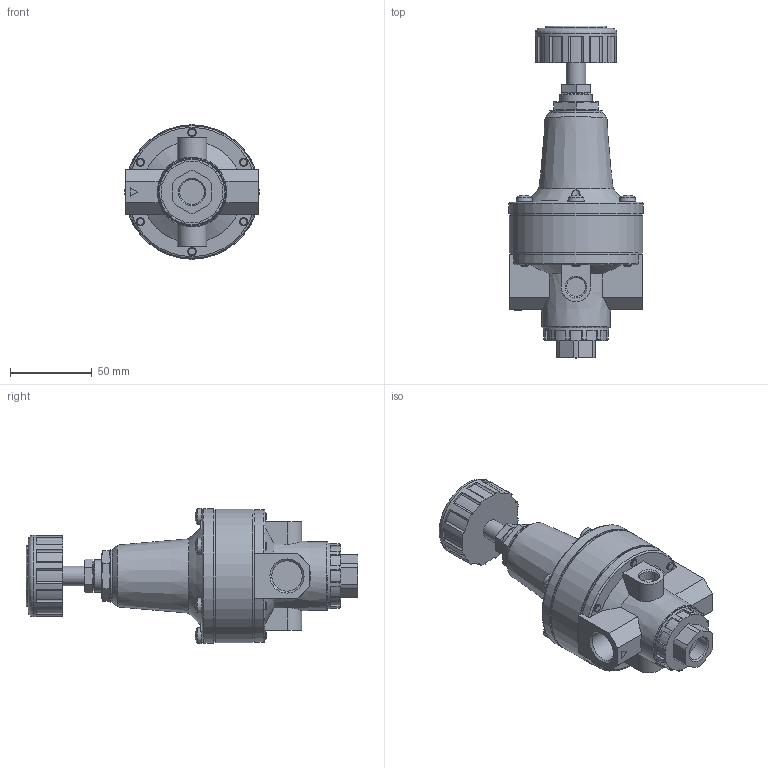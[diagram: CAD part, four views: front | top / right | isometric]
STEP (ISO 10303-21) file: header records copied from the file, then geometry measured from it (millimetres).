
FILE_DESCRIPTION( ( 'STEP AP203' ), ' ' );
FILE_NAME( '9.6233.00.400.0V.stp', '2017-04-12T14:50:30', ( '' ), ( '' ), ' ', 'PARTsolutions', ' ' );
FILE_SCHEMA( ( 'CONFIG_CONTROL_DESIGN' ) );
Length unit declared in the file: millimetre
Products named in the file (1): _9.6233.00.400.0V
Bounding box: 82.4 x 203.5 x 83 mm (x, y, z)
Volume: 435743.7 mm3; surface area: 49718 mm2
Topology: 1 solids, 1 shells, 388 faces, 990 edges, 646 vertices
Faces by surface type: plane 227, cylinder 86, cone 51, torus 18, sphere 6
Full cylindrical faces by diameter (mm): 5 x12, 11.445 x2, 12 x1, 14.95 x1, 18.631 x2, 20 x1, 32 x1, 38 x1, 40 x1, 50 x1, 80.7 x2, 82 x1, 82.4 x1
Entity records: 11869 total; most frequent: CARTESIAN_POINT 2604, DIRECTION 1969, ORIENTED_EDGE 1828, EDGE_CURVE 914, AXIS2_PLACEMENT_3D 763, VERTEX_POINT 630, EDGE_LOOP 490, LINE 443
